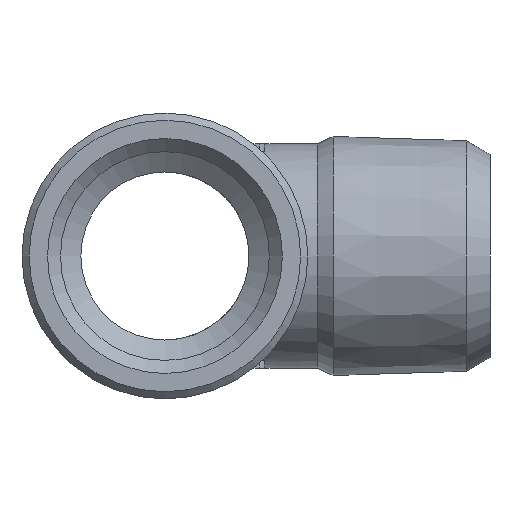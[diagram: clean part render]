
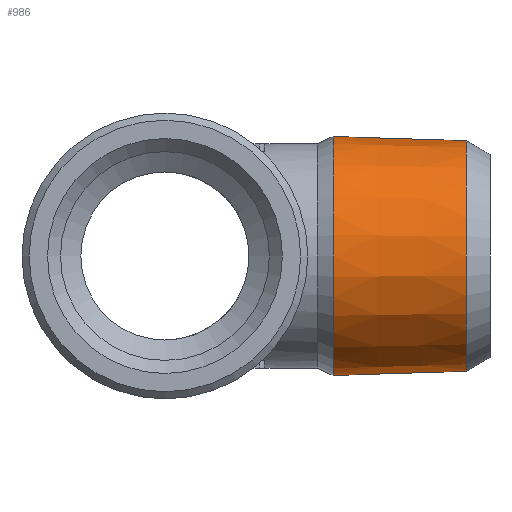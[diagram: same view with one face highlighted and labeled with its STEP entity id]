
A CAD part, left-side view. The second image highlights one B-rep face of the part: STEP entity #986.
In plain terms, the highlighted conical face has half-angle 1.788 degrees and reference radius 10.288 mm.
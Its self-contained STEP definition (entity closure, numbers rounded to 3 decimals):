
#25=CONICAL_SURFACE('',#1097,10.288,0.031);
#233=CIRCLE('',#1096,10.288);
#234=CIRCLE('',#1098,10.659);
#329=ORIENTED_EDGE('',*,*,#594,.F.);
#330=ORIENTED_EDGE('',*,*,#593,.T.);
#593=EDGE_CURVE('',#729,#729,#233,.T.);
#594=EDGE_CURVE('',#730,#730,#234,.T.);
#729=VERTEX_POINT('',#1667);
#730=VERTEX_POINT('',#1670);
#800=EDGE_LOOP('',(#329));
#801=EDGE_LOOP('',(#330));
#888=FACE_BOUND('',#800,.T.);
#889=FACE_BOUND('',#801,.T.);
#986=ADVANCED_FACE('',(#888,#889),#25,.T.);
#1096=AXIS2_PLACEMENT_3D('',#1666,#1276,#1277);
#1097=AXIS2_PLACEMENT_3D('',#1668,#1278,#1279);
#1098=AXIS2_PLACEMENT_3D('',#1669,#1280,#1281);
#1276=DIRECTION('',(0.,1.,0.));
#1277=DIRECTION('',(0.,0.,1.));
#1278=DIRECTION('',(0.,1.,0.));
#1279=DIRECTION('',(0.,0.,1.));
#1280=DIRECTION('',(0.,1.,0.));
#1281=DIRECTION('',(0.,0.,1.));
#1666=CARTESIAN_POINT('',(0.,-26.872,0.));
#1667=CARTESIAN_POINT('',(0.,-26.872,10.288));
#1668=CARTESIAN_POINT('',(0.,-26.872,0.));
#1669=CARTESIAN_POINT('',(0.,-15.,0.));
#1670=CARTESIAN_POINT('',(0.,-15.,10.659));
